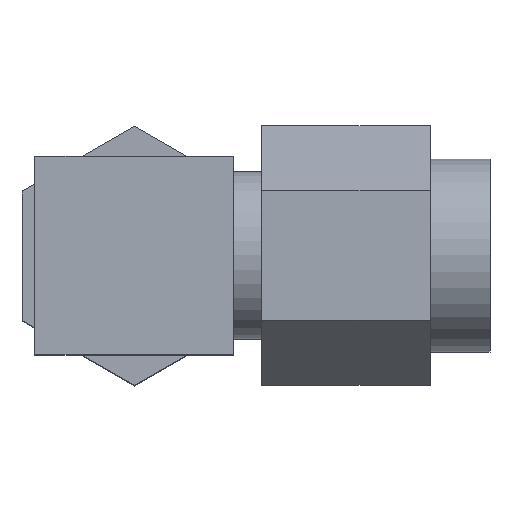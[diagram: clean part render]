
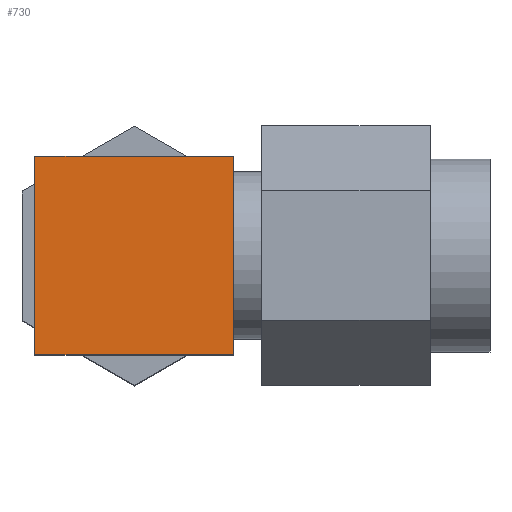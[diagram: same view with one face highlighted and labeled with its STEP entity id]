
A CAD part, top view. The second image highlights one B-rep face of the part: STEP entity #730.
In plain terms, the highlighted planar face has unit normal (0, 0, 1).
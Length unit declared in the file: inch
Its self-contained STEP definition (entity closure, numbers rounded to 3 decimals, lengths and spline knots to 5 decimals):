
#584=CARTESIAN_POINT('',(-0.166,-0.166,0.937));
#585=VERTEX_POINT('',#584);
#587=CARTESIAN_POINT('',(-0.166,-0.166,0.937));
#588=DIRECTION('',(0.,1.,0.));
#589=VECTOR('',#588,1.);
#590=LINE('',#587,#589);
#591=EDGE_CURVE('',#585,#593,#590,.T.);
#592=CARTESIAN_POINT('',(-0.166,0.166,0.937));
#593=VERTEX_POINT('',#592);
#618=CARTESIAN_POINT('',(-0.166,0.166,0.937));
#619=DIRECTION('',(1.,0.,0.));
#620=VECTOR('',#619,1.);
#621=LINE('',#618,#620);
#622=EDGE_CURVE('',#593,#624,#621,.T.);
#623=CARTESIAN_POINT('',(0.166,0.166,0.937));
#624=VERTEX_POINT('',#623);
#660=CARTESIAN_POINT('',(0.166,-0.166,0.937));
#661=DIRECTION('',(0.,1.,0.));
#662=VECTOR('',#661,1.);
#663=LINE('',#660,#662);
#664=EDGE_CURVE('',#666,#624,#663,.T.);
#665=CARTESIAN_POINT('',(0.166,-0.166,0.937));
#666=VERTEX_POINT('',#665);
#705=CARTESIAN_POINT('',(-0.166,-0.166,0.937));
#706=DIRECTION('',(1.,0.,0.));
#707=VECTOR('',#706,1.);
#708=LINE('',#705,#707);
#709=EDGE_CURVE('',#585,#666,#708,.T.);
#719=ORIENTED_EDGE('',*,*,#591,.F.);
#720=ORIENTED_EDGE('',*,*,#709,.T.);
#721=ORIENTED_EDGE('',*,*,#664,.T.);
#722=ORIENTED_EDGE('',*,*,#622,.F.);
#723=EDGE_LOOP('',(#719,#720,#721,#722));
#724=FACE_BOUND('',#723,.T.);
#725=CARTESIAN_POINT('',(-0.166,-0.166,0.937));
#726=DIRECTION('',(0.,0.,1.));
#727=DIRECTION('',(1.,0.,0.));
#728=AXIS2_PLACEMENT_3D('',#725,#726,#727);
#729=PLANE('',#728);
#730=ADVANCED_FACE('',(#724),#729,.T.);
